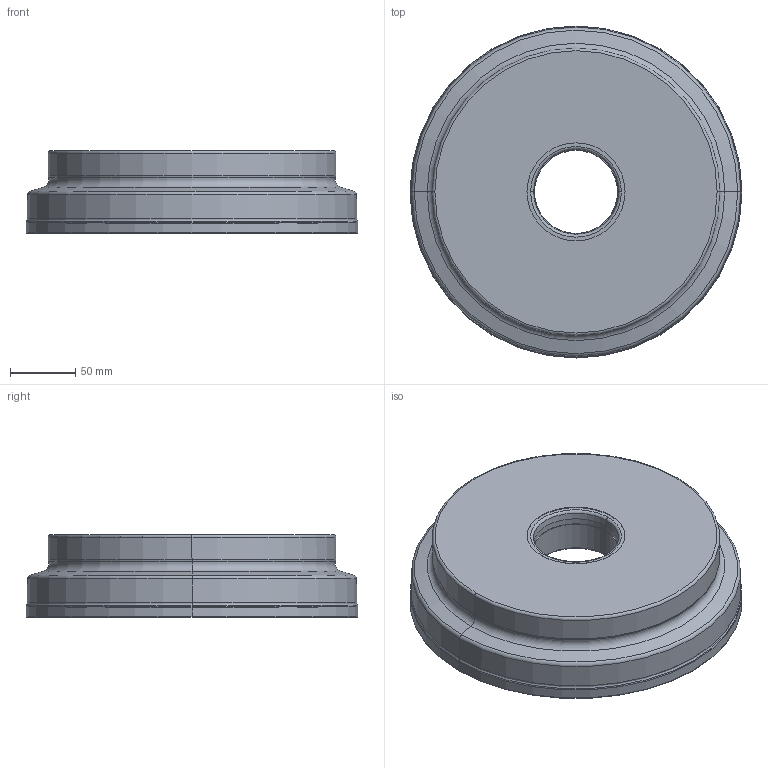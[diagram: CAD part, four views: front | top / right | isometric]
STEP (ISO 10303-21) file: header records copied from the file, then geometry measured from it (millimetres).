
FILE_DESCRIPTION(/* description */ (''),/* implementation_level */ '2;1');
FILE_NAME(/* name */ 'WWX400UR10_0018MN_IR0_031.stp',/* time_stamp */ '2021-02-02T08:24:54+09:00',/* author */ (''),/* organization */ (''),/* preprocessor_version */ 'ST-DEVELOPER v16',/* originating_system */ 'SIEMENS PLM Software NX 10.0',/* authorisation */ '');
FILE_SCHEMA (('AUTOMOTIVE_DESIGN { 1 0 10303 214 3 1 1 1 }'));
Length unit declared in the file: millimetre
Products named in the file (1): WWX400UR10_0018MN_IR0_031_ASM
Bounding box: 254 x 254 x 63.5 mm (x, y, z)
Volume: 1993059.6 mm3; surface area: 190123.5 mm2
Topology: 2 solids, 2 shells, 112 faces, 287 edges, 215 vertices
Faces by surface type: torus 44, revolution 26, cylinder 14, bspline 12, cone 10, plane 6
Entity records: 4705 total; most frequent: CARTESIAN_POINT 1792, DIRECTION 646, ORIENTED_EDGE 512, AXIS2_PLACEMENT_3D 297, EDGE_CURVE 256, CIRCLE 212, VERTEX_POINT 150, EDGE_LOOP 118
